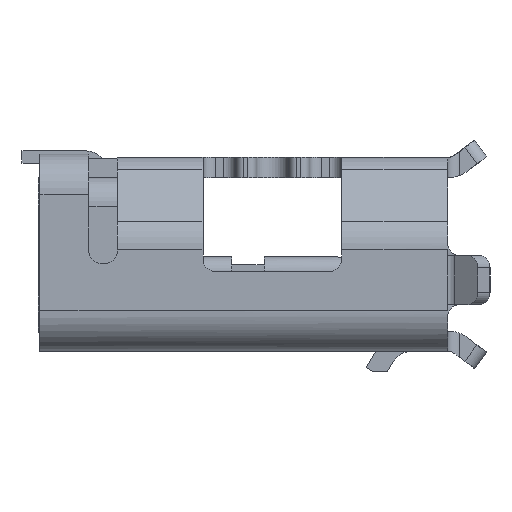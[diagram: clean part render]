
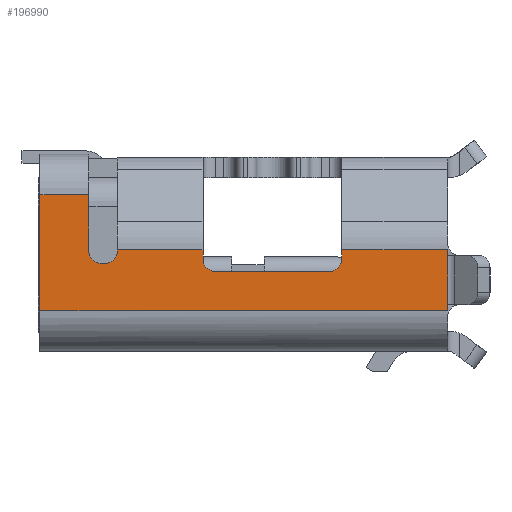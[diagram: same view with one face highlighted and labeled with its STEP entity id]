
A CAD part, left-side view. The second image highlights one B-rep face of the part: STEP entity #196990.
In plain terms, the highlighted planar face has unit normal (-1, 0, 0).
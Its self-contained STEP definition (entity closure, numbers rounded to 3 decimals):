
#134720=CARTESIAN_POINT('',(2.5,-19.05,3.066));
#134730=VERTEX_POINT('',#134720);
#134760=CARTESIAN_POINT('',(2.5,-19.05,3.066));
#134770=DIRECTION('',(0.,0.,1.));
#134780=VECTOR('',#134770,0.119);
#134790=LINE('',#134760,#134780);
#134800=CARTESIAN_POINT('',(2.5,-19.05,3.185));
#134810=VERTEX_POINT('',#134800);
#134820=EDGE_CURVE('',#134730,#134810,#134790,.T.);
#139450=CARTESIAN_POINT('',(2.5,-17.75,3.74));
#139460=VERTEX_POINT('',#139450);
#140840=CARTESIAN_POINT('',(2.5,-17.75,3.74));
#140850=DIRECTION('',(-0.,0.,-1.));
#140860=VECTOR('',#140850,0.599);
#140870=LINE('',#140840,#140860);
#140880=CARTESIAN_POINT('',(2.5,-17.75,3.141));
#140890=VERTEX_POINT('',#140880);
#140900=EDGE_CURVE('',#139460,#140890,#140870,.T.);
#141110=CARTESIAN_POINT('',(2.5,-19.2,3.185));
#141120=DIRECTION('',(1.,0.,0.));
#141130=DIRECTION('',(0.,1.,0.));
#141140=AXIS2_PLACEMENT_3D('',#141110,#141120,#141130);
#141150=CIRCLE('',#141140,0.15);
#141160=CARTESIAN_POINT('',(2.5,-19.2,3.335));
#141170=VERTEX_POINT('',#141160);
#141180=EDGE_CURVE('',#134810,#141170,#141150,.T.);
#141340=CARTESIAN_POINT('',(2.5,-20.6,3.185));
#141350=DIRECTION('',(1.,0.,0.));
#141360=DIRECTION('',(0.,0.,1.));
#141370=AXIS2_PLACEMENT_3D('',#141340,#141350,#141360);
#141380=CIRCLE('',#141370,0.15);
#141390=CARTESIAN_POINT('',(2.5,-20.6,3.335));
#141400=VERTEX_POINT('',#141390);
#141410=CARTESIAN_POINT('',(2.5,-20.75,3.185));
#141420=VERTEX_POINT('',#141410);
#141430=EDGE_CURVE('',#141400,#141420,#141380,.T.);
#141790=CARTESIAN_POINT('',(2.5,-21.8,3.066));
#141800=VERTEX_POINT('',#141790);
#141830=CARTESIAN_POINT('',(2.5,-21.8,3.066));
#141840=DIRECTION('',(0.,0.,1.));
#141850=VECTOR('',#141840,0.019);
#141860=LINE('',#141830,#141850);
#141870=CARTESIAN_POINT('',(2.5,-21.8,3.085));
#141880=VERTEX_POINT('',#141870);
#141890=EDGE_CURVE('',#141800,#141880,#141860,.T.);
#142070=CARTESIAN_POINT('',(2.5,-17.75,3.066));
#142080=DIRECTION('',(0.,-1.,0.));
#142090=VECTOR('',#142080,1.);
#142100=LINE('',#142070,#142090);
#142110=CARTESIAN_POINT('',(2.5,-20.75,3.066));
#142120=VERTEX_POINT('',#142110);
#142130=EDGE_CURVE('',#142120,#141800,#142100,.T.);
#154650=CARTESIAN_POINT('',(2.5,-21.95,3.085));
#154660=DIRECTION('',(1.,0.,0.));
#154670=DIRECTION('',(0.,1.,0.));
#154680=AXIS2_PLACEMENT_3D('',#154650,#154660,#154670);
#154690=CIRCLE('',#154680,0.15);
#154700=CARTESIAN_POINT('',(2.5,-21.95,3.235));
#154710=VERTEX_POINT('',#154700);
#154720=EDGE_CURVE('',#141880,#154710,#154690,.T.);
#154900=CARTESIAN_POINT('',(2.5,-22.,3.235));
#154910=DIRECTION('',(0.,1.,0.));
#154920=VECTOR('',#154910,0.05);
#154930=LINE('',#154900,#154920);
#154940=CARTESIAN_POINT('',(2.5,-22.,3.235));
#154950=VERTEX_POINT('',#154940);
#154960=EDGE_CURVE('',#154950,#154710,#154930,.T.);
#155120=CARTESIAN_POINT('',(2.5,-22.,3.085));
#155130=DIRECTION('',(1.,0.,0.));
#155140=DIRECTION('',(0.,0.,1.));
#155150=AXIS2_PLACEMENT_3D('',#155120,#155130,#155140);
#155160=CIRCLE('',#155150,0.15);
#155170=CARTESIAN_POINT('',(2.5,-22.15,3.085));
#155180=VERTEX_POINT('',#155170);
#155190=EDGE_CURVE('',#154950,#155180,#155160,.T.);
#155370=CARTESIAN_POINT('',(2.5,-22.15,3.085));
#155380=DIRECTION('',(-0.,0.,-1.));
#155390=VECTOR('',#155380,0.69);
#155400=LINE('',#155370,#155390);
#155410=CARTESIAN_POINT('',(2.5,-22.15,2.395));
#155420=VERTEX_POINT('',#155410);
#155430=EDGE_CURVE('',#155180,#155420,#155400,.T.);
#156040=CARTESIAN_POINT('',(2.5,-22.75,2.395));
#156050=DIRECTION('',(0.,1.,0.));
#156060=VECTOR('',#156050,0.6);
#156070=LINE('',#156040,#156060);
#156080=CARTESIAN_POINT('',(2.5,-22.75,2.395));
#156090=VERTEX_POINT('',#156080);
#156100=EDGE_CURVE('',#156090,#155420,#156070,.T.);
#184720=CARTESIAN_POINT('',(2.5,-22.75,2.395));
#184730=DIRECTION('',(0.,0.,1.));
#184740=VECTOR('',#184730,1.42);
#184750=LINE('',#184720,#184740);
#184760=CARTESIAN_POINT('',(2.5,-22.75,3.815));
#184770=VERTEX_POINT('',#184760);
#184780=EDGE_CURVE('',#156090,#184770,#184750,.T.);
#196050=CARTESIAN_POINT('',(2.5,-17.75,3.815));
#196060=DIRECTION('',(0.,-1.,0.));
#196070=VECTOR('',#196060,1.);
#196080=LINE('',#196050,#196070);
#196090=CARTESIAN_POINT('',(2.5,-17.75,3.815));
#196100=VERTEX_POINT('',#196090);
#196110=EDGE_CURVE('',#196100,#184770,#196080,.T.);
#196470=CARTESIAN_POINT('',(2.5,-17.75,3.066));
#196480=DIRECTION('',(1.,0.,0.));
#196490=DIRECTION('',(0.,0.,1.));
#196500=AXIS2_PLACEMENT_3D('',#196470,#196480,#196490);
#196510=PLANE('',#196500);
#196520=ORIENTED_EDGE('',*,*,#184780,.T.);
#196530=ORIENTED_EDGE('',*,*,#156100,.F.);
#196540=ORIENTED_EDGE('',*,*,#155430,.T.);
#196550=ORIENTED_EDGE('',*,*,#155190,.T.);
#196560=ORIENTED_EDGE('',*,*,#154960,.F.);
#196570=ORIENTED_EDGE('',*,*,#154720,.T.);
#196580=ORIENTED_EDGE('',*,*,#141890,.T.);
#196590=ORIENTED_EDGE('',*,*,#142130,.T.);
#196600=CARTESIAN_POINT('',(2.5,-20.75,3.066));
#196610=DIRECTION('',(0.,0.,1.));
#196620=VECTOR('',#196610,0.119);
#196630=LINE('',#196600,#196620);
#196640=EDGE_CURVE('',#142120,#141420,#196630,.T.);
#196650=ORIENTED_EDGE('',*,*,#196640,.F.);
#196660=ORIENTED_EDGE('',*,*,#141430,.T.);
#196670=CARTESIAN_POINT('',(2.5,-17.75,3.335));
#196680=DIRECTION('',(0.,1.,0.));
#196690=VECTOR('',#196680,1.);
#196700=LINE('',#196670,#196690);
#196710=EDGE_CURVE('',#141400,#141170,#196700,.T.);
#196720=ORIENTED_EDGE('',*,*,#196710,.F.);
#196730=ORIENTED_EDGE('',*,*,#141180,.T.);
#196740=ORIENTED_EDGE('',*,*,#134820,.T.);
#196750=CARTESIAN_POINT('',(2.5,-17.75,3.066));
#196760=DIRECTION('',(0.,-1.,0.));
#196770=VECTOR('',#196760,1.);
#196780=LINE('',#196750,#196770);
#196790=CARTESIAN_POINT('',(2.5,-17.75,3.066));
#196800=VERTEX_POINT('',#196790);
#196810=EDGE_CURVE('',#196800,#134730,#196780,.T.);
#196820=ORIENTED_EDGE('',*,*,#196810,.T.);
#196830=CARTESIAN_POINT('',(2.5,-17.75,3.066));
#196840=DIRECTION('',(0.,0.,1.));
#196850=VECTOR('',#196840,0.075);
#196860=LINE('',#196830,#196850);
#196870=EDGE_CURVE('',#196800,#140890,#196860,.T.);
#196880=ORIENTED_EDGE('',*,*,#196870,.F.);
#196890=ORIENTED_EDGE('',*,*,#140900,.T.);
#196900=CARTESIAN_POINT('',(2.5,-17.75,3.74));
#196910=DIRECTION('',(0.,0.,1.));
#196920=VECTOR('',#196910,0.075);
#196930=LINE('',#196900,#196920);
#196940=EDGE_CURVE('',#139460,#196100,#196930,.T.);
#196950=ORIENTED_EDGE('',*,*,#196940,.F.);
#196960=ORIENTED_EDGE('',*,*,#196110,.F.);
#196970=EDGE_LOOP('',(#196960,#196950,#196890,#196880,#196820,#196740,
#196730,#196720,#196660,#196650,#196590,#196580,#196570,#196560,#196550,
#196540,#196530,#196520));
#196980=FACE_OUTER_BOUND('',#196970,.T.);
#196990=ADVANCED_FACE('',(#196980),#196510,.F.);
